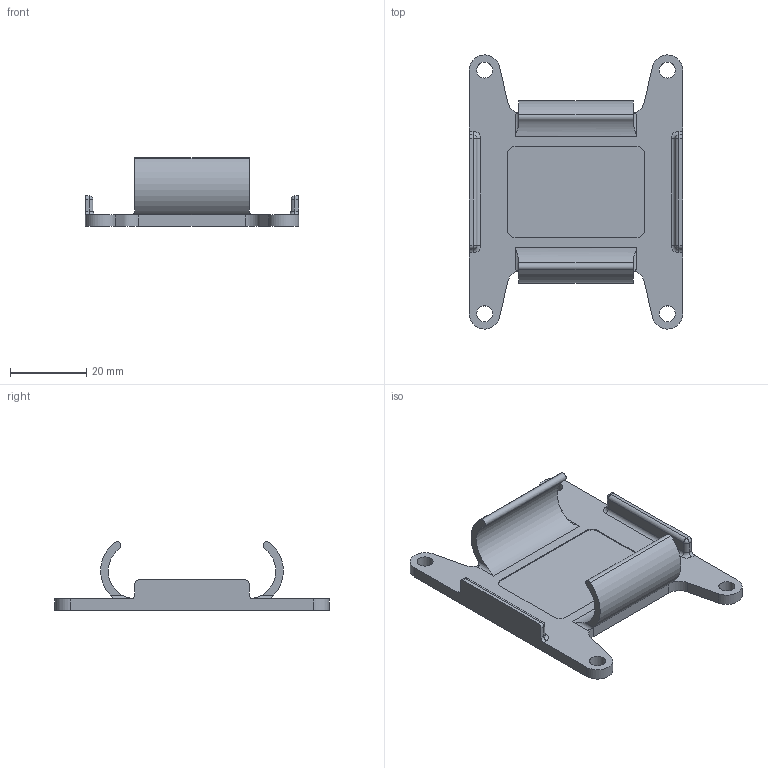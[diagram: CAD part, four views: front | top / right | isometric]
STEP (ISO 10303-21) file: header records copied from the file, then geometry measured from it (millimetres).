
FILE_DESCRIPTION(/* description */ (''),/* implementation_level */ '2;1');
FILE_NAME(/* name */ '45-0300.stp',/* time_stamp */ '2014-07-10T11:01:52-04:00',/* author */ ('Justin'),/* organization */ (''),/* preprocessor_version */ 'ST-DEVELOPER v15.6',/* originating_system */ 'Autodesk Inventor 2015',/* authorisation */ '');
FILE_SCHEMA (('AUTOMOTIVE_DESIGN { 1 0 10303 214 3 1 1 }'));
Length unit declared in the file: millimetre
Products named in the file (1): 45-0300
Bounding box: 56 x 72 x 18.03 mm (x, y, z)
Volume: 10847.3 mm3; surface area: 9300.6 mm2
Topology: 1 solids, 1 shells, 77 faces, 202 edges, 128 vertices
Faces by surface type: cylinder 42, plane 27, sphere 4, torus 4
Full cylindrical faces by diameter (mm): 4.2 x4
Entity records: 2483 total; most frequent: CARTESIAN_POINT 506, DIRECTION 427, ORIENTED_EDGE 396, EDGE_CURVE 198, AXIS2_PLACEMENT_3D 159, VERTEX_POINT 128, LINE 109, VECTOR 109
